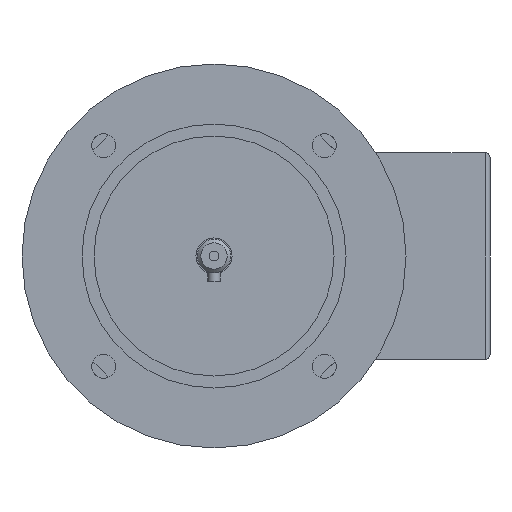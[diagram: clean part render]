
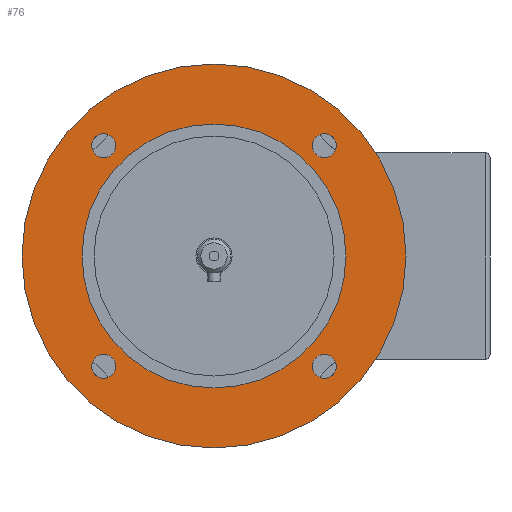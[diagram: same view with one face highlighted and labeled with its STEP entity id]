
A CAD part, left-side view. The second image highlights one B-rep face of the part: STEP entity #76.
In plain terms, the highlighted planar face has unit normal (-1, 0, 0).
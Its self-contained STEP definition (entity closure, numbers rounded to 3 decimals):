
#76 = ADVANCED_FACE( '', ( #188, #189, #190, #191, #192, #193 ), #194, .T. );
#188 = FACE_BOUND( '', #365, .T. );
#189 = FACE_BOUND( '', #366, .T. );
#190 = FACE_BOUND( '', #367, .T. );
#191 = FACE_BOUND( '', #368, .T. );
#192 = FACE_OUTER_BOUND( '', #369, .T. );
#193 = FACE_BOUND( '', #370, .T. );
#194 = PLANE( '', #371 );
#365 = EDGE_LOOP( '', ( #547 ) );
#366 = EDGE_LOOP( '', ( #548 ) );
#367 = EDGE_LOOP( '', ( #549 ) );
#368 = EDGE_LOOP( '', ( #550 ) );
#369 = EDGE_LOOP( '', ( #551 ) );
#370 = EDGE_LOOP( '', ( #552 ) );
#371 = AXIS2_PLACEMENT_3D( '', #553, #554, #555 );
#547 = ORIENTED_EDGE( '', *, *, #841, .F. );
#548 = ORIENTED_EDGE( '', *, *, #842, .F. );
#549 = ORIENTED_EDGE( '', *, *, #843, .F. );
#550 = ORIENTED_EDGE( '', *, *, #844, .F. );
#551 = ORIENTED_EDGE( '', *, *, #845, .T. );
#552 = ORIENTED_EDGE( '', *, *, #836, .F. );
#553 = CARTESIAN_POINT( '', ( 0., 0., 55. ) );
#554 = DIRECTION( '', ( -1., 0., 0. ) );
#555 = DIRECTION( '', ( 0., 0., 1. ) );
#836 = EDGE_CURVE( '', #952, #952, #953, .T. );
#841 = EDGE_CURVE( '', #960, #960, #961, .T. );
#842 = EDGE_CURVE( '', #962, #962, #963, .T. );
#843 = EDGE_CURVE( '', #964, #964, #965, .T. );
#844 = EDGE_CURVE( '', #966, #966, #967, .T. );
#845 = EDGE_CURVE( '', #968, #968, #969, .T. );
#952 = VERTEX_POINT( '', #1118 );
#953 = CIRCLE( '', #1119, 55. );
#960 = VERTEX_POINT( '', #1126 );
#961 = CIRCLE( '', #1127, 5. );
#962 = VERTEX_POINT( '', #1128 );
#963 = CIRCLE( '', #1129, 5. );
#964 = VERTEX_POINT( '', #1130 );
#965 = CIRCLE( '', #1131, 5. );
#966 = VERTEX_POINT( '', #1132 );
#967 = CIRCLE( '', #1133, 5. );
#968 = VERTEX_POINT( '', #1134 );
#969 = CIRCLE( '', #1135, 80. );
#1118 = CARTESIAN_POINT( '', ( 0., 0., 55. ) );
#1119 = AXIS2_PLACEMENT_3D( '', #1356, #1357, #1358 );
#1126 = CARTESIAN_POINT( '', ( 0., 50.962, -45.962 ) );
#1127 = AXIS2_PLACEMENT_3D( '', #1365, #1366, #1367 );
#1128 = CARTESIAN_POINT( '', ( 0., 45.962, 50.962 ) );
#1129 = AXIS2_PLACEMENT_3D( '', #1368, #1369, #1370 );
#1130 = CARTESIAN_POINT( '', ( 0., -50.962, 45.962 ) );
#1131 = AXIS2_PLACEMENT_3D( '', #1371, #1372, #1373 );
#1132 = CARTESIAN_POINT( '', ( 0., -45.962, -50.962 ) );
#1133 = AXIS2_PLACEMENT_3D( '', #1374, #1375, #1376 );
#1134 = CARTESIAN_POINT( '', ( 0., 0., 80. ) );
#1135 = AXIS2_PLACEMENT_3D( '', #1377, #1378, #1379 );
#1356 = CARTESIAN_POINT( '', ( 0., 0., 0. ) );
#1357 = DIRECTION( '', ( -1., 0., 0. ) );
#1358 = DIRECTION( '', ( 0., 0., 1. ) );
#1365 = CARTESIAN_POINT( '', ( 0., 45.962, -45.962 ) );
#1366 = DIRECTION( '', ( -1., 0., 0. ) );
#1367 = DIRECTION( '', ( 0., 1., 0. ) );
#1368 = CARTESIAN_POINT( '', ( 0., 45.962, 45.962 ) );
#1369 = DIRECTION( '', ( -1., 0., 0. ) );
#1370 = DIRECTION( '', ( 0., 0., 1. ) );
#1371 = CARTESIAN_POINT( '', ( 0., -45.962, 45.962 ) );
#1372 = DIRECTION( '', ( -1., 0., 0. ) );
#1373 = DIRECTION( '', ( 0., -1., 0. ) );
#1374 = CARTESIAN_POINT( '', ( 0., -45.962, -45.962 ) );
#1375 = DIRECTION( '', ( -1., 0., 0. ) );
#1376 = DIRECTION( '', ( 0., 0., -1. ) );
#1377 = CARTESIAN_POINT( '', ( 0., 0., 0. ) );
#1378 = DIRECTION( '', ( -1., 0., 0. ) );
#1379 = DIRECTION( '', ( 0., 0., 1. ) );
